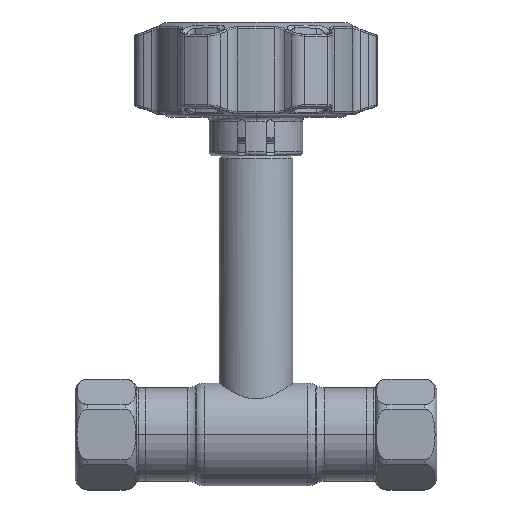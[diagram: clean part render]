
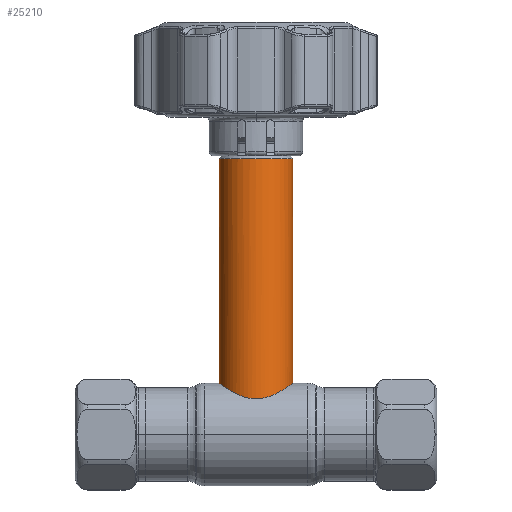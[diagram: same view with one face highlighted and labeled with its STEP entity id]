
A CAD part, top view. The second image highlights one B-rep face of the part: STEP entity #25210.
In plain terms, the highlighted cylindrical face has radius 9 mm (diameter 18 mm), a partial arc.
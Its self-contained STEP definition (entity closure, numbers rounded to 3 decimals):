
#591 = EDGE_LOOP ( 'NONE', ( #11111, #23484, #10994, #32319 ) ) ;
#800 = CARTESIAN_POINT ( 'NONE',  ( -1.224, 8.755, 8.922 ) ) ;
#2779 = CARTESIAN_POINT ( 'NONE',  ( -2.97, 9.165, 8.501 ) ) ;
#2972 = CARTESIAN_POINT ( 'NONE',  ( 0., 67.169, 0. ) ) ;
#3499 = CARTESIAN_POINT ( 'NONE',  ( -7.592, 11.527, 4.842 ) ) ;
#4029 = CARTESIAN_POINT ( 'NONE',  ( 8.984, 12.489, 0.613 ) ) ;
#5050 = CARTESIAN_POINT ( 'NONE',  ( 9., 12.5, 0. ) ) ;
#5315 = DIRECTION ( 'NONE',  ( 0., -1., 0. ) ) ;
#5493 = CARTESIAN_POINT ( 'NONE',  ( -8.156, 11.907, 3.816 ) ) ;
#6023 = CARTESIAN_POINT ( 'NONE',  ( -8.494, 12.14, 2.992 ) ) ;
#6184 = CARTESIAN_POINT ( 'NONE',  ( -9., 12.5, 0. ) ) ;
#6247 = DIRECTION ( 'NONE',  ( 0., -1., 0. ) ) ;
#7919 = DIRECTION ( 'NONE',  ( 0., -1., 0. ) ) ;
#8098 = CARTESIAN_POINT ( 'NONE',  ( 9., 0., 0. ) ) ;
#8148 = CARTESIAN_POINT ( 'NONE',  ( -5.93, 10.503, 6.793 ) ) ;
#8332 = CARTESIAN_POINT ( 'NONE',  ( 0.312, 8.675, 9. ) ) ;
#8502 = DIRECTION ( 'NONE',  ( -1., 0., 0. ) ) ;
#8690 = CARTESIAN_POINT ( 'NONE',  ( -9., 12.5, 0. ) ) ;
#8862 = CARTESIAN_POINT ( 'NONE',  ( -2.403, 8.997, 8.678 ) ) ;
#8924 = LINE ( 'NONE', #14806, #31122 ) ;
#9107 = EDGE_CURVE ( 'NONE', #28718, #34562, #33970, .T. ) ;
#9710 = CARTESIAN_POINT ( 'NONE',  ( 6.537, 10.861, 6.192 ) ) ;
#9956 = EDGE_CURVE ( 'NONE', #34562, #16510, #8924, .T. ) ;
#10994 = ORIENTED_EDGE ( 'NONE', *, *, #9956, .T. ) ;
#11111 = ORIENTED_EDGE ( 'NONE', *, *, #31934, .F. ) ;
#11356 = CARTESIAN_POINT ( 'NONE',  ( -6.736, 10.978, 5.996 ) ) ;
#11535 = CARTESIAN_POINT ( 'NONE',  ( -4.05, 9.561, 8.058 ) ) ;
#11733 = CARTESIAN_POINT ( 'NONE',  ( -0.301, 8.674, 9. ) ) ;
#13042 = CARTESIAN_POINT ( 'NONE',  ( 9., 67.169, 0. ) ) ;
#13323 = DIRECTION ( 'NONE',  ( 0., -1., 0. ) ) ;
#13696 = CARTESIAN_POINT ( 'NONE',  ( 1.225, 8.756, 8.921 ) ) ;
#14054 = CARTESIAN_POINT ( 'NONE',  ( -9., 12.5, 0.621 ) ) ;
#14216 = CARTESIAN_POINT ( 'NONE',  ( -4.549, 9.787, 7.786 ) ) ;
#14385 = CARTESIAN_POINT ( 'NONE',  ( -1.525, 8.803, 8.875 ) ) ;
#14587 = CARTESIAN_POINT ( 'NONE',  ( 7.096, 11.206, 5.543 ) ) ;
#14806 = CARTESIAN_POINT ( 'NONE',  ( -9., 0., 0. ) ) ;
#14905 = CARTESIAN_POINT ( 'NONE',  ( 8.506, 12.148, 3. ) ) ;
#16084 = B_SPLINE_CURVE_WITH_KNOTS ( 'NONE', 3,
 ( #6184, #14054, #24943, #30640, #19062, #6023, #22615, #5493, #27273, #27963, #3499, #16373, #11356, #8148, #19597, #14216, #11535, #22420, #2779, #8862, #25298, #14385, #800, #32817, #11733, #8332, #29929, #13696, #19251, #22776, #20108, #17782, #17251, #25650, #28135, #20469, #22949, #9710, #31356, #14587, #23140, #23296, #31527, #14905, #25816, #34229, #31187, #4029, #20635, #20308 ),
 .UNSPECIFIED., .F., .F.,
 ( 4, 2, 2, 2, 2, 2, 2, 2, 2, 2, 2, 2, 2, 2, 2, 2, 2, 2, 2, 2, 2, 2, 2, 2, 4 ),
 ( 0., 0.002, 0.003, 0.004, 0.005, 0.006, 0.007, 0.009, 0.011, 0.012, 0.013, 0.014, 0.015, 0.016, 0.017, 0.018, 0.019, 0.02, 0.022, 0.023, 0.024, 0.026, 0.028, 0.028, 0.029 ),
 .UNSPECIFIED. ) ;
#16224 = AXIS2_PLACEMENT_3D ( 'NONE', #18881, #13323, #24219 ) ;
#16373 = CARTESIAN_POINT ( 'NONE',  ( -7.101, 11.208, 5.56 ) ) ;
#16510 = VERTEX_POINT ( 'NONE', #8690 ) ;
#16600 = CARTESIAN_POINT ( 'NONE',  ( -9., 67.169, 0. ) ) ;
#16909 = CYLINDRICAL_SURFACE ( 'NONE', #16224, 9. ) ;
#17251 = CARTESIAN_POINT ( 'NONE',  ( 4.046, 9.569, 8.044 ) ) ;
#17782 = CARTESIAN_POINT ( 'NONE',  ( 3.784, 9.461, 8.171 ) ) ;
#18881 = CARTESIAN_POINT ( 'NONE',  ( 0., 0., 0. ) ) ;
#19062 = CARTESIAN_POINT ( 'NONE',  ( -8.676, 12.268, 2.414 ) ) ;
#19251 = CARTESIAN_POINT ( 'NONE',  ( 1.53, 8.804, 8.874 ) ) ;
#19597 = CARTESIAN_POINT ( 'NONE',  ( -5.487, 10.257, 7.156 ) ) ;
#20108 = CARTESIAN_POINT ( 'NONE',  ( 2.98, 9.159, 8.512 ) ) ;
#20308 = CARTESIAN_POINT ( 'NONE',  ( 9., 12.5, 0. ) ) ;
#20469 = CARTESIAN_POINT ( 'NONE',  ( 5.496, 10.261, 7.15 ) ) ;
#20635 = CARTESIAN_POINT ( 'NONE',  ( 9., 12.5, 0.306 ) ) ;
#21889 = FACE_OUTER_BOUND ( 'NONE', #591, .T. ) ;
#22420 = CARTESIAN_POINT ( 'NONE',  ( -3.248, 9.26, 8.398 ) ) ;
#22615 = CARTESIAN_POINT ( 'NONE',  ( -8.389, 12.068, 3.272 ) ) ;
#22776 = CARTESIAN_POINT ( 'NONE',  ( 2.419, 8.987, 8.69 ) ) ;
#22949 = CARTESIAN_POINT ( 'NONE',  ( 5.931, 10.503, 6.794 ) ) ;
#23140 = CARTESIAN_POINT ( 'NONE',  ( 7.268, 11.316, 5.316 ) ) ;
#23227 = VERTEX_POINT ( 'NONE', #5050 ) ;
#23296 = CARTESIAN_POINT ( 'NONE',  ( 7.753, 11.632, 4.607 ) ) ;
#23484 = ORIENTED_EDGE ( 'NONE', *, *, #9107, .T. ) ;
#24219 = DIRECTION ( 'NONE',  ( -1., 0., 0. ) ) ;
#24238 = AXIS2_PLACEMENT_3D ( 'NONE', #2972, #5315, #8502 ) ;
#24943 = CARTESIAN_POINT ( 'NONE',  ( -8.936, 12.454, 1.228 ) ) ;
#25210 = ADVANCED_FACE ( 'NONE', ( #21889 ), #16909, .T. ) ;
#25298 = CARTESIAN_POINT ( 'NONE',  ( -2.114, 8.924, 8.753 ) ) ;
#25650 = CARTESIAN_POINT ( 'NONE',  ( 4.551, 9.793, 7.77 ) ) ;
#25816 = CARTESIAN_POINT ( 'NONE',  ( 8.688, 12.277, 2.426 ) ) ;
#27273 = CARTESIAN_POINT ( 'NONE',  ( -8.027, 11.819, 4.08 ) ) ;
#27578 = LINE ( 'NONE', #8098, #32322 ) ;
#27963 = CARTESIAN_POINT ( 'NONE',  ( -7.746, 11.629, 4.592 ) ) ;
#28135 = CARTESIAN_POINT ( 'NONE',  ( 4.793, 9.909, 7.623 ) ) ;
#28718 = VERTEX_POINT ( 'NONE', #13042 ) ;
#29929 = CARTESIAN_POINT ( 'NONE',  ( 0.617, 8.691, 8.984 ) ) ;
#30640 = CARTESIAN_POINT ( 'NONE',  ( -8.752, 12.323, 2.119 ) ) ;
#31122 = VECTOR ( 'NONE', #6247, 1000. ) ;
#31187 = CARTESIAN_POINT ( 'NONE',  ( 8.921, 12.443, 1.229 ) ) ;
#31356 = CARTESIAN_POINT ( 'NONE',  ( 6.731, 10.979, 5.981 ) ) ;
#31527 = CARTESIAN_POINT ( 'NONE',  ( 8.034, 11.823, 4.099 ) ) ;
#31934 = EDGE_CURVE ( 'NONE', #28718, #23227, #27578, .T. ) ;
#32319 = ORIENTED_EDGE ( 'NONE', *, *, #33318, .T. ) ;
#32322 = VECTOR ( 'NONE', #7919, 1000. ) ;
#32817 = CARTESIAN_POINT ( 'NONE',  ( -0.611, 8.691, 8.985 ) ) ;
#33318 = EDGE_CURVE ( 'NONE', #16510, #23227, #16084, .T. ) ;
#33970 = CIRCLE ( 'NONE', #24238, 9. ) ;
#34229 = CARTESIAN_POINT ( 'NONE',  ( 8.874, 12.409, 1.533 ) ) ;
#34562 = VERTEX_POINT ( 'NONE', #16600 ) ;
